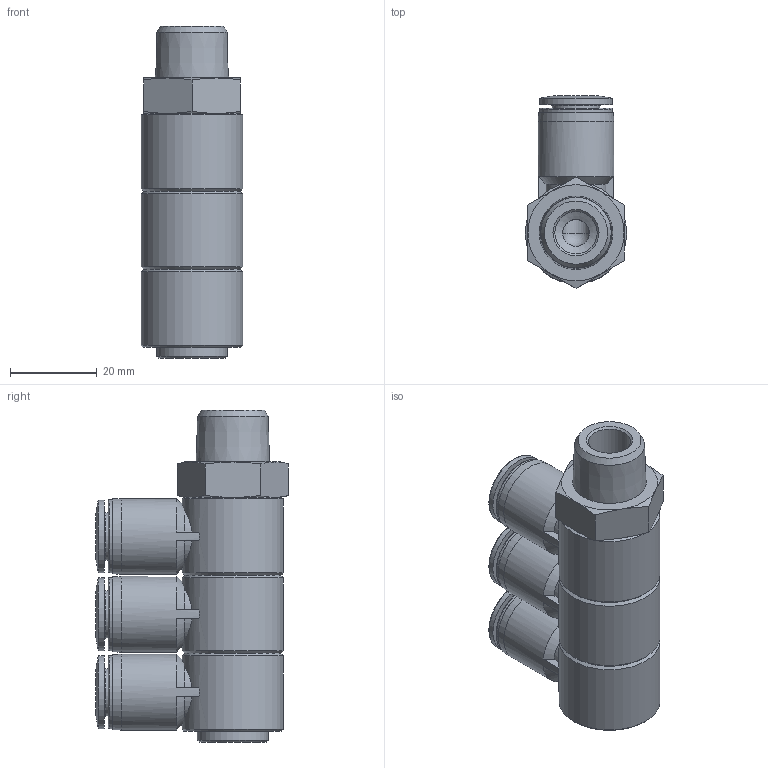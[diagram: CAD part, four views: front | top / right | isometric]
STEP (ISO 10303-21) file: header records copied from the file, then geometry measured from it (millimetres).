
FILE_DESCRIPTION(/* description */ ('STEP AP214'),/* implementation_level */ '2;1');
FILE_NAME(/* name */ '190785_QSLV3-3_8-3_8-U',/* time_stamp */ '2024-09-14T10:44:56+02:00',/* author */ ('License CC BY-ND 4.0'),/* organization */ ('CADENAS'),/* preprocessor_version */ 'ST-DEVELOPER v19.3',/* originating_system */ 'PARTsolutions',/* authorisation */ ' ');
FILE_SCHEMA (('AUTOMOTIVE_DESIGN {1 0 10303 214 3 1 1}'));
Length unit declared in the file: millimetre
Products named in the file (1): 190785 QSLV3-3/8-3/8-U
Bounding box: 23.4 x 44.53 x 76.7 mm (x, y, z)
Volume: 35779.4 mm3; surface area: 14211.1 mm2
Topology: 1 solids, 1 shells, 118 faces, 266 edges, 161 vertices
Faces by surface type: cylinder 36, cone 35, plane 34, torus 12, sphere 1
Full cylindrical faces by diameter (mm): 6.2 x4, 9.525 x3, 9.797 x1, 10.925 x3, 16.38 x1, 16.8 x3, 16.9 x3, 17.5 x3, 23.4 x3
Entity records: 3884 total; most frequent: CARTESIAN_POINT 689, DIRECTION 494, ORIENTED_EDGE 406, AXIS2_PLACEMENT_3D 232, EDGE_CURVE 203, EDGE_LOOP 191, FACE_BOUND 191, VERTEX_POINT 154
